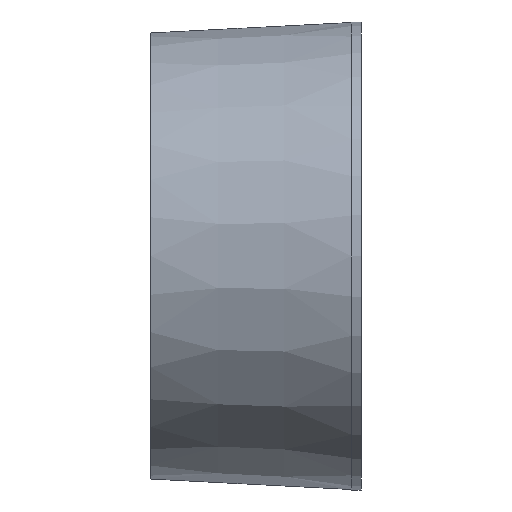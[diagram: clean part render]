
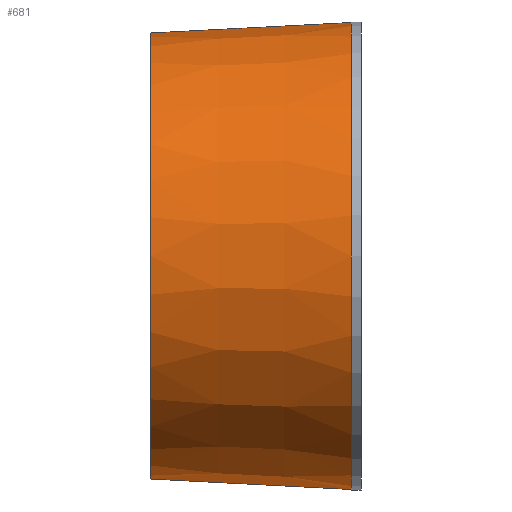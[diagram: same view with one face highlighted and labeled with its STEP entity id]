
A CAD part, left-side view. The second image highlights one B-rep face of the part: STEP entity #681.
In plain terms, the highlighted conical face has half-angle 3 degrees and reference radius 45 mm.
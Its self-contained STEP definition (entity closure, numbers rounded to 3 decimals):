
#44 = DIRECTION ( 'NONE',  ( 0., -0.999, -0.052 ) ) ;
#207 = DIRECTION ( 'NONE',  ( 0., -1., 0. ) ) ;
#428 = LINE ( 'NONE', #2015, #2243 ) ;
#480 = DIRECTION ( 'NONE',  ( 0., 0., 1. ) ) ;
#509 = AXIS2_PLACEMENT_3D ( 'NONE', #1021, #207, #2171 ) ;
#515 = CARTESIAN_POINT ( 'NONE',  ( 0., 42.5, 0. ) ) ;
#526 = EDGE_CURVE ( 'NONE', #1144, #904, #1013, .T. ) ;
#624 = CARTESIAN_POINT ( 'NONE',  ( 0., 42.5, -45. ) ) ;
#632 = CARTESIAN_POINT ( 'NONE',  ( 0., 2., -47.123 ) ) ;
#681 = ADVANCED_FACE ( 'NONE', ( #919 ), #1007, .T. ) ;
#830 = EDGE_CURVE ( 'NONE', #904, #2125, #428, .T. ) ;
#904 = VERTEX_POINT ( 'NONE', #1259 ) ;
#919 = FACE_OUTER_BOUND ( 'NONE', #2548, .T. ) ;
#1007 = CONICAL_SURFACE ( 'NONE', #1391, 45., 0.052 ) ;
#1013 = CIRCLE ( 'NONE', #1141, 45. ) ;
#1021 = CARTESIAN_POINT ( 'NONE',  ( 0., 2., 0. ) ) ;
#1070 = EDGE_CURVE ( 'NONE', #1144, #1606, #2544, .T. ) ;
#1141 = AXIS2_PLACEMENT_3D ( 'NONE', #1684, #1657, #2102 ) ;
#1144 = VERTEX_POINT ( 'NONE', #624 ) ;
#1151 = EDGE_CURVE ( 'NONE', #2125, #1606, #1631, .T. ) ;
#1259 = CARTESIAN_POINT ( 'NONE',  ( 0., 42.5, 45. ) ) ;
#1333 = ORIENTED_EDGE ( 'NONE', *, *, #526, .F. ) ;
#1391 = AXIS2_PLACEMENT_3D ( 'NONE', #515, #2084, #480 ) ;
#1465 = ORIENTED_EDGE ( 'NONE', *, *, #830, .F. ) ;
#1560 = DIRECTION ( 'NONE',  ( 0., -0.999, 0.052 ) ) ;
#1600 = VECTOR ( 'NONE', #44, 1000. ) ;
#1606 = VERTEX_POINT ( 'NONE', #632 ) ;
#1631 = CIRCLE ( 'NONE', #509, 47.123 ) ;
#1657 = DIRECTION ( 'NONE',  ( 0., 1., 0. ) ) ;
#1684 = CARTESIAN_POINT ( 'NONE',  ( 0., 42.5, 0. ) ) ;
#1702 = ORIENTED_EDGE ( 'NONE', *, *, #1070, .T. ) ;
#1734 = ORIENTED_EDGE ( 'NONE', *, *, #1151, .F. ) ;
#1987 = CARTESIAN_POINT ( 'NONE',  ( 0., 42.5, -45. ) ) ;
#2015 = CARTESIAN_POINT ( 'NONE',  ( 0., 42.5, 45. ) ) ;
#2084 = DIRECTION ( 'NONE',  ( 0., -1., 0. ) ) ;
#2096 = CARTESIAN_POINT ( 'NONE',  ( 0., 2., 47.123 ) ) ;
#2102 = DIRECTION ( 'NONE',  ( 0., 0., 1. ) ) ;
#2125 = VERTEX_POINT ( 'NONE', #2096 ) ;
#2171 = DIRECTION ( 'NONE',  ( 0., 0., -1. ) ) ;
#2243 = VECTOR ( 'NONE', #1560, 1000. ) ;
#2544 = LINE ( 'NONE', #1987, #1600 ) ;
#2548 = EDGE_LOOP ( 'NONE', ( #1333, #1702, #1734, #1465 ) ) ;
